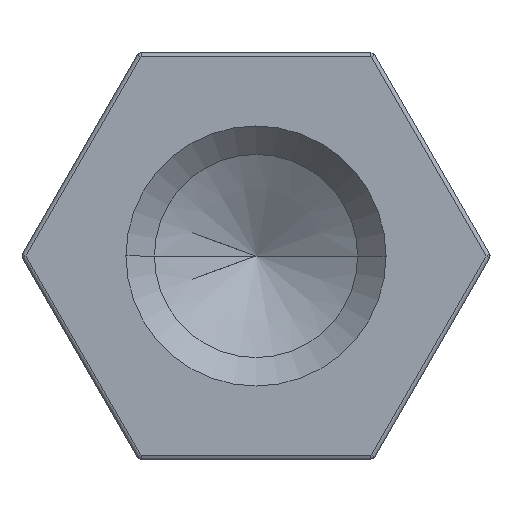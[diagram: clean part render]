
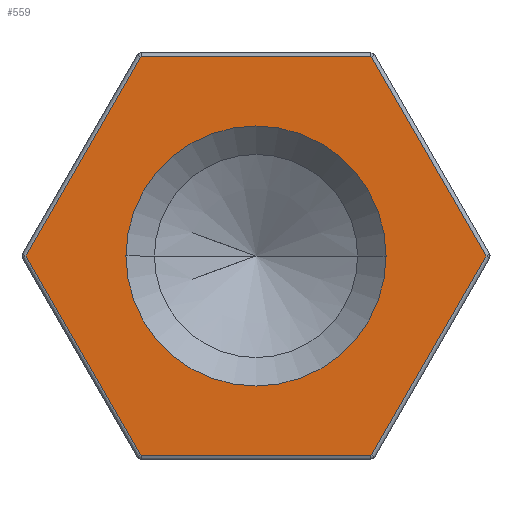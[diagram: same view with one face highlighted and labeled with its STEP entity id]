
A CAD part, left-side view. The second image highlights one B-rep face of the part: STEP entity #559.
In plain terms, the highlighted planar face has unit normal (-1, 0, 0).
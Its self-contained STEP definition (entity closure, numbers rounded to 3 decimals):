
#5 = AXIS2_PLACEMENT_3D ( 'NONE', #103, #96, #93 ) ;
#35 = ORIENTED_EDGE ( 'NONE', *, *, #281, .T. ) ;
#81 = AXIS2_PLACEMENT_3D ( 'NONE', #697, #738, #735 ) ;
#82 = ORIENTED_EDGE ( 'NONE', *, *, #192, .T. ) ;
#93 = DIRECTION ( 'NONE',  ( 0., 1., 0. ) ) ;
#96 = DIRECTION ( 'NONE',  ( 1., 0., 0. ) ) ;
#103 = CARTESIAN_POINT ( 'NONE',  ( 0., 0., 0. ) ) ;
#187 = EDGE_CURVE ( 'NONE', #588, #888, #1004, .T. ) ;
#189 = EDGE_CURVE ( 'NONE', #267, #781, #1217, .T. ) ;
#192 = EDGE_CURVE ( 'NONE', #888, #494, #696, .T. ) ;
#237 = CARTESIAN_POINT ( 'NONE',  ( 0., 2.829, 4.9 ) ) ;
#267 = VERTEX_POINT ( 'NONE', #471 ) ;
#279 = EDGE_CURVE ( 'NONE', #1100, #629, #932, .T. ) ;
#281 = EDGE_CURVE ( 'NONE', #629, #588, #343, .T. ) ;
#282 = EDGE_CURVE ( 'NONE', #494, #509, #1144, .T. ) ;
#285 = EDGE_CURVE ( 'NONE', #509, #1100, #625, .T. ) ;
#291 = VECTOR ( 'NONE', #415, 1000. ) ;
#335 = EDGE_CURVE ( 'NONE', #781, #267, #457, .T. ) ;
#343 = LINE ( 'NONE', #466, #902 ) ;
#401 = EDGE_LOOP ( 'NONE', ( #765, #82, #1256, #1007, #727, #35 ) ) ;
#405 = DIRECTION ( 'NONE',  ( 0., -0.5, -0.866 ) ) ;
#409 = CARTESIAN_POINT ( 'NONE',  ( 0., 4.244, -2.45 ) ) ;
#410 = CARTESIAN_POINT ( 'NONE',  ( 0., 5.658, 0. ) ) ;
#415 = DIRECTION ( 'NONE',  ( 0., 0.5, -0.866 ) ) ;
#417 = CARTESIAN_POINT ( 'NONE',  ( 0., 0., 0. ) ) ;
#422 = CARTESIAN_POINT ( 'NONE',  ( 0., 4.244, 2.45 ) ) ;
#425 = PLANE ( 'NONE',  #1025 ) ;
#426 = ORIENTED_EDGE ( 'NONE', *, *, #335, .T. ) ;
#427 = DIRECTION ( 'NONE',  ( 0., -0.5, 0.866 ) ) ;
#434 = DIRECTION ( 'NONE',  ( 0., -1., 0. ) ) ;
#438 = CARTESIAN_POINT ( 'NONE',  ( 0., 0., -4.9 ) ) ;
#457 = CIRCLE ( 'NONE', #5, 3.2 ) ;
#466 = CARTESIAN_POINT ( 'NONE',  ( 0., -4.244, -2.45 ) ) ;
#471 = CARTESIAN_POINT ( 'NONE',  ( 0., 3.2, 0. ) ) ;
#487 = FACE_OUTER_BOUND ( 'NONE', #401, .T. ) ;
#494 = VERTEX_POINT ( 'NONE', #237 ) ;
#509 = VERTEX_POINT ( 'NONE', #410 ) ;
#533 = DIRECTION ( 'NONE',  ( 0., 1., 0. ) ) ;
#550 = CARTESIAN_POINT ( 'NONE',  ( 0., -3.2, 0. ) ) ;
#559 = ADVANCED_FACE ( 'NONE', ( #487, #719 ), #425, .F. ) ;
#588 = VERTEX_POINT ( 'NONE', #841 ) ;
#592 = CARTESIAN_POINT ( 'NONE',  ( 0., 0., 4.9 ) ) ;
#625 = LINE ( 'NONE', #409, #1110 ) ;
#629 = VERTEX_POINT ( 'NONE', #1125 ) ;
#653 = VECTOR ( 'NONE', #434, 1000. ) ;
#696 = LINE ( 'NONE', #592, #1427 ) ;
#697 = CARTESIAN_POINT ( 'NONE',  ( 0., 0., 0. ) ) ;
#719 = FACE_BOUND ( 'NONE', #1366, .T. ) ;
#727 = ORIENTED_EDGE ( 'NONE', *, *, #279, .T. ) ;
#735 = DIRECTION ( 'NONE',  ( 0., 1., 0. ) ) ;
#738 = DIRECTION ( 'NONE',  ( 1., 0., 0. ) ) ;
#739 = DIRECTION ( 'NONE',  ( 0., 1., 0. ) ) ;
#765 = ORIENTED_EDGE ( 'NONE', *, *, #187, .T. ) ;
#781 = VERTEX_POINT ( 'NONE', #550 ) ;
#841 = CARTESIAN_POINT ( 'NONE',  ( 0., -5.658, 0. ) ) ;
#888 = VERTEX_POINT ( 'NONE', #1055 ) ;
#902 = VECTOR ( 'NONE', #427, 1000. ) ;
#905 = CARTESIAN_POINT ( 'NONE',  ( 0., -4.244, 2.45 ) ) ;
#918 = DIRECTION ( 'NONE',  ( 0., 0.5, 0.866 ) ) ;
#932 = LINE ( 'NONE', #438, #653 ) ;
#980 = VECTOR ( 'NONE', #918, 1000. ) ;
#982 = ORIENTED_EDGE ( 'NONE', *, *, #189, .T. ) ;
#1004 = LINE ( 'NONE', #905, #980 ) ;
#1007 = ORIENTED_EDGE ( 'NONE', *, *, #285, .T. ) ;
#1025 = AXIS2_PLACEMENT_3D ( 'NONE', #417, #1121, #533 ) ;
#1055 = CARTESIAN_POINT ( 'NONE',  ( 0., -2.829, 4.9 ) ) ;
#1100 = VERTEX_POINT ( 'NONE', #1165 ) ;
#1110 = VECTOR ( 'NONE', #405, 1000. ) ;
#1121 = DIRECTION ( 'NONE',  ( 1., 0., 0. ) ) ;
#1125 = CARTESIAN_POINT ( 'NONE',  ( 0., -2.829, -4.9 ) ) ;
#1144 = LINE ( 'NONE', #422, #291 ) ;
#1165 = CARTESIAN_POINT ( 'NONE',  ( 0., 2.829, -4.9 ) ) ;
#1217 = CIRCLE ( 'NONE', #81, 3.2 ) ;
#1256 = ORIENTED_EDGE ( 'NONE', *, *, #282, .T. ) ;
#1366 = EDGE_LOOP ( 'NONE', ( #982, #426 ) ) ;
#1427 = VECTOR ( 'NONE', #739, 1000. ) ;
